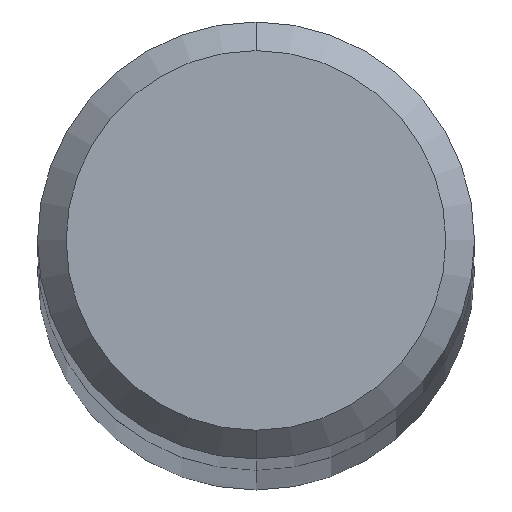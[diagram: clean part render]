
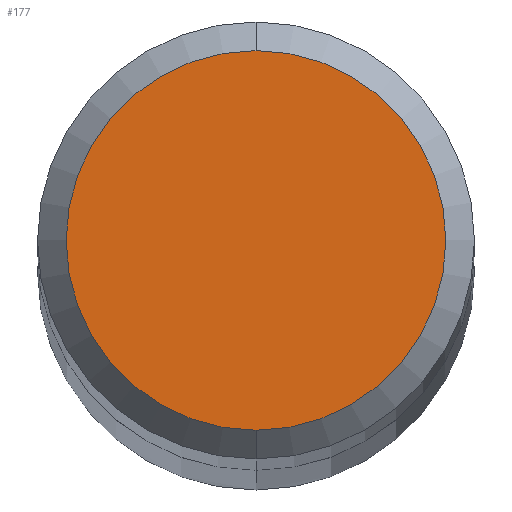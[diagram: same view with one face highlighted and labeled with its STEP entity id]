
A CAD part, top view. The second image highlights one B-rep face of the part: STEP entity #177.
In plain terms, the highlighted planar face has unit normal (0, 0, 1).
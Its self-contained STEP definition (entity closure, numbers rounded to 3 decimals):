
#177=ADVANCED_FACE('',(#437),#438,.T.);
#207=VERTEX_POINT('',#470);
#211=EDGE_CURVE('',#207,#329,#475,.T.);
#231=EDGE_CURVE('',#329,#207,#499,.T.);
#329=VERTEX_POINT('',#608);
#437=FACE_OUTER_BOUND('',#753,.T.);
#438=PLANE('',#754);
#470=CARTESIAN_POINT('',(0.,-2.65,88.0));
#475=CIRCLE('',#812,2.65);
#499=CIRCLE('',#869,2.65);
#608=CARTESIAN_POINT('',(0.0,2.65,88.0));
#753=EDGE_LOOP('',(#1298,#1299));
#754=AXIS2_PLACEMENT_3D('',#1300,#1301,#1302);
#812=AXIS2_PLACEMENT_3D('',#1332,#1333,#1334);
#869=AXIS2_PLACEMENT_3D('',#1377,#1378,#1379);
#1298=ORIENTED_EDGE('',*,*,#231,.F.);
#1299=ORIENTED_EDGE('',*,*,#211,.F.);
#1300=CARTESIAN_POINT('',(0.0,1.325,88.0));
#1301=DIRECTION('',(0.0,0.0,1.0));
#1302=DIRECTION('',(0.0,-1.0,0.0));
#1332=CARTESIAN_POINT('',(0.0,0.0,88.0));
#1333=DIRECTION('',(0.0,0.0,-1.0));
#1334=DIRECTION('',(0.0,1.0,0.0));
#1377=CARTESIAN_POINT('',(0.0,0.0,88.0));
#1378=DIRECTION('',(0.0,0.0,-1.0));
#1379=DIRECTION('',(0.0,1.0,0.0));
